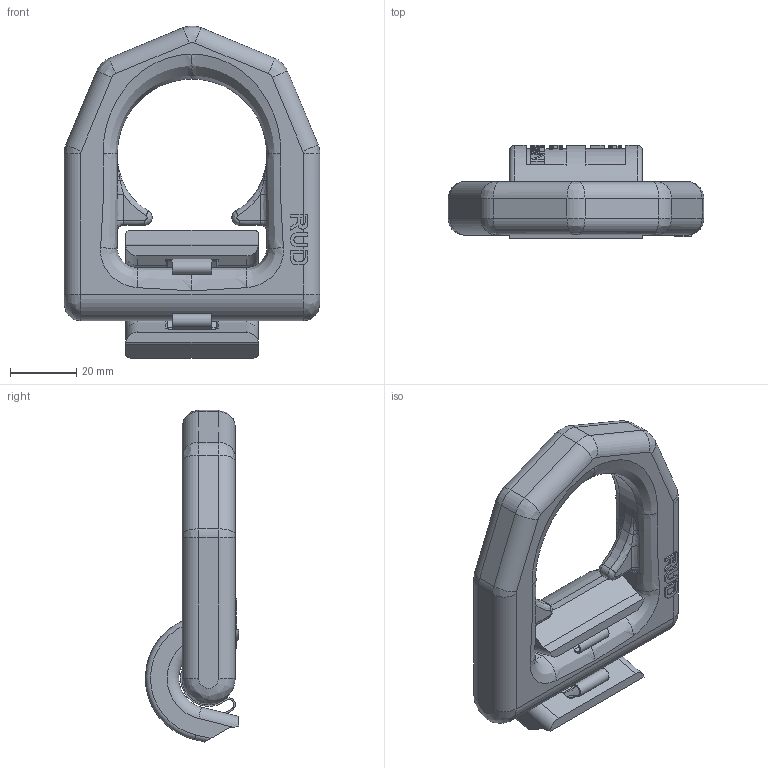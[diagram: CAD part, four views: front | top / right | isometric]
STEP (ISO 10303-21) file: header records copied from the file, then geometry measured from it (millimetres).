
FILE_DESCRIPTION((''),'2;1');
FILE_NAME('001-M34884-P6_ASM','2017-10-17T',('anja.joas'),(''),'PRO/ENGINEER BY PARAMETRIC TECHNOLOGY CORPORATION, 2011490','PRO/ENGINEER BY PARAMETRIC TECHNOLOGY CORPORATION, 2011490','');
FILE_SCHEMA(('CONFIG_CONTROL_DESIGN'));
Length unit declared in the file: millimetre
Products named in the file (4): 001-M34884-P5; 001-M34884-P1; 001-M35147-RT331; 001-M34884-P6_ASM
Assembly tree (3 placements, depth 2):
  001-M34884-P6_ASM
    001-M34884-P5
    001-M34884-P1
    001-M35147-RT331
Bounding box: 77 x 28 x 99.94 mm (x, y, z)
Volume: 70519.2 mm3; surface area: 23809.8 mm2
Topology: 3 solids, 11 shells, 1186 faces, 3309 edges, 2162 vertices
Faces by surface type: plane 988, cylinder 106, bspline 62, torus 30
Entity records: 49601 total; most frequent: CARTESIAN_POINT 21084, ORIENTED_EDGE 6618, DIRECTION 4894, EDGE_CURVE 3309, VERTEX_POINT 2162, VECTOR 1788, LINE 1788, AXIS2_PLACEMENT_3D 1553
